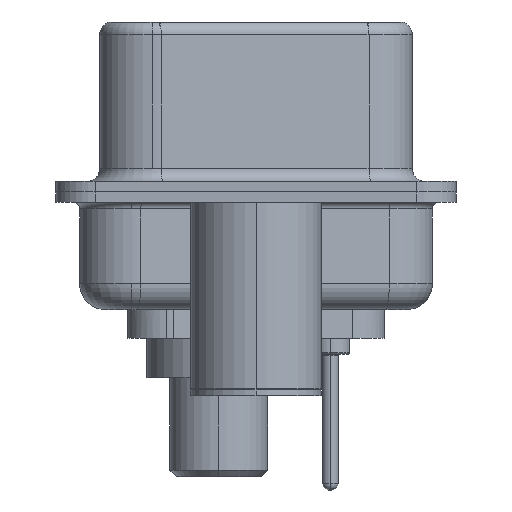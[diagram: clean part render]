
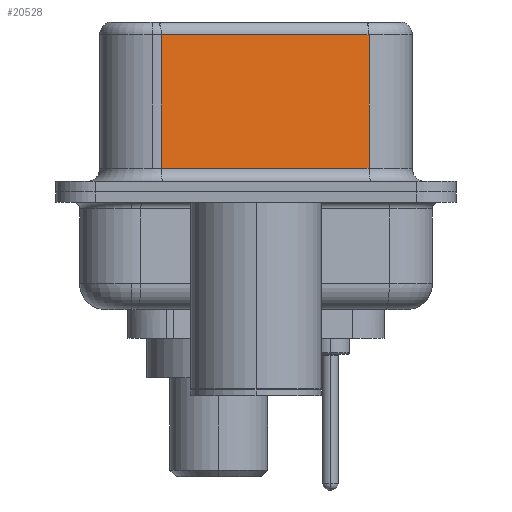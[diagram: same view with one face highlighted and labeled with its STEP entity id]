
A CAD part, left-side view. The second image highlights one B-rep face of the part: STEP entity #20528.
In plain terms, the highlighted planar face has unit normal (-0.985, -0.174, 0).
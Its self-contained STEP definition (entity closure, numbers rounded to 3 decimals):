
#447 = DIRECTION ( 'NONE',  ( 0.174, -0.985, 0. ) ) ;
#523 = AXIS2_PLACEMENT_3D ( 'NONE', #17052, #5490, #19055 ) ;
#1215 = CARTESIAN_POINT ( 'NONE',  ( 5.132, -4.322, 0.9 ) ) ;
#1366 = EDGE_CURVE ( 'NONE', #23433, #5549, #17784, .T. ) ;
#1765 = DIRECTION ( 'NONE',  ( 0., 0., -1. ) ) ;
#1863 = VECTOR ( 'NONE', #20077, 1000. ) ;
#2033 = LINE ( 'NONE', #23965, #6764 ) ;
#2446 = CARTESIAN_POINT ( 'NONE',  ( 5.132, -4.322, 6.52 ) ) ;
#2824 = LINE ( 'NONE', #15348, #7534 ) ;
#2998 = ORIENTED_EDGE ( 'NONE', *, *, #22584, .F. ) ;
#3006 = ORIENTED_EDGE ( 'NONE', *, *, #22332, .T. ) ;
#3433 = PLANE ( 'NONE',  #523 ) ;
#4044 = DIRECTION ( 'NONE',  ( -0.174, 0.985, 0. ) ) ;
#5490 = DIRECTION ( 'NONE',  ( 0.985, 0.174, 0. ) ) ;
#5549 = VERTEX_POINT ( 'NONE', #24181 ) ;
#6764 = VECTOR ( 'NONE', #447, 1000. ) ;
#7208 = LINE ( 'NONE', #2446, #1863 ) ;
#7534 = VECTOR ( 'NONE', #1765, 1000. ) ;
#12085 = VECTOR ( 'NONE', #4044, 1000. ) ;
#12397 = EDGE_LOOP ( 'NONE', ( #2998, #19199, #3006, #23744 ) ) ;
#15348 = CARTESIAN_POINT ( 'NONE',  ( 3.73, 3.628, 6.52 ) ) ;
#16613 = VERTEX_POINT ( 'NONE', #20918 ) ;
#17052 = CARTESIAN_POINT ( 'NONE',  ( 5.132, -4.322, 6.52 ) ) ;
#17784 = LINE ( 'NONE', #21227, #12085 ) ;
#18811 = FACE_OUTER_BOUND ( 'NONE', #12397, .T. ) ;
#18903 = EDGE_CURVE ( 'NONE', #16613, #22884, #2033, .T. ) ;
#19055 = DIRECTION ( 'NONE',  ( -0.174, 0.985, 0. ) ) ;
#19196 = CARTESIAN_POINT ( 'NONE',  ( 5.132, -4.322, 6.02 ) ) ;
#19199 = ORIENTED_EDGE ( 'NONE', *, *, #1366, .T. ) ;
#20077 = DIRECTION ( 'NONE',  ( 0., 0., -1. ) ) ;
#20528 = ADVANCED_FACE ( 'NONE', ( #18811 ), #3433, .F. ) ;
#20918 = CARTESIAN_POINT ( 'NONE',  ( 3.73, 3.628, 0.9 ) ) ;
#21227 = CARTESIAN_POINT ( 'NONE',  ( 5.132, -4.322, 6.02 ) ) ;
#22332 = EDGE_CURVE ( 'NONE', #5549, #16613, #2824, .T. ) ;
#22584 = EDGE_CURVE ( 'NONE', #23433, #22884, #7208, .T. ) ;
#22884 = VERTEX_POINT ( 'NONE', #1215 ) ;
#23433 = VERTEX_POINT ( 'NONE', #19196 ) ;
#23744 = ORIENTED_EDGE ( 'NONE', *, *, #18903, .T. ) ;
#23965 = CARTESIAN_POINT ( 'NONE',  ( 5.132, -4.322, 0.9 ) ) ;
#24181 = CARTESIAN_POINT ( 'NONE',  ( 3.73, 3.628, 6.02 ) ) ;
